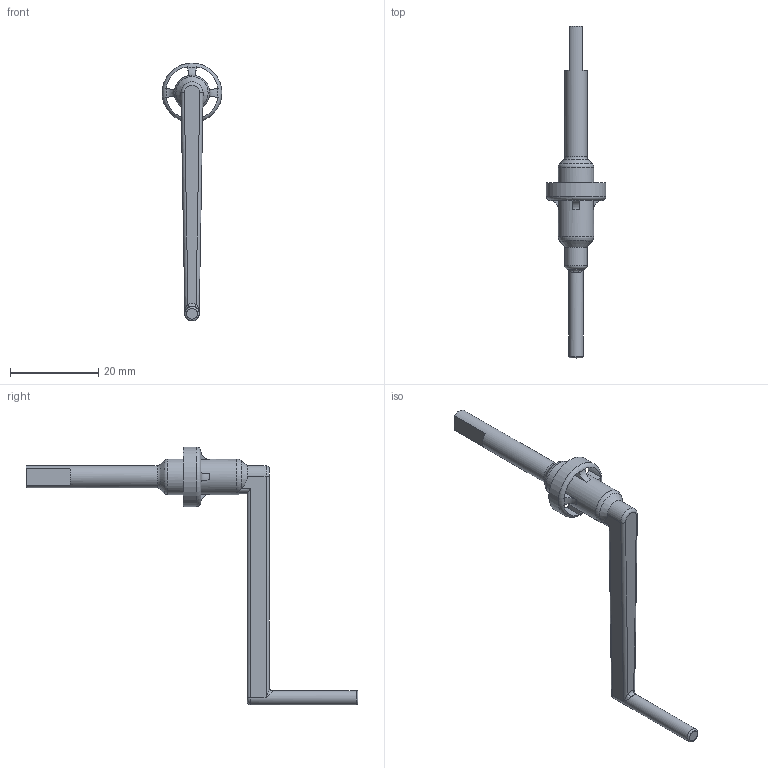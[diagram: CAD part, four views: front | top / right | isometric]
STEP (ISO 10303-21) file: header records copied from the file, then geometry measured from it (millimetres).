
FILE_DESCRIPTION(/* description */ (''),/* implementation_level */ '2;1');
FILE_NAME(/* name */ 'Turning axis.step',/* time_stamp */ '2021-06-25T11:38:21+08:00',/* author */ (''),/* organization */ (''),/* preprocessor_version */ 'ST-DEVELOPER v18.1',/* originating_system */ 'Autodesk Translation Framework v10.9.0.1377',/* authorisation */ '');
FILE_SCHEMA (('AUTOMOTIVE_DESIGN { 1 0 10303 214 3 1 1 }'));
Length unit declared in the file: millimetre
Products named in the file (2): Turning axis; Turning Axis_1
Assembly tree (1 placements, depth 2):
  Turning axis
    Turning Axis_1
Bounding box: 13.5 x 75 x 58.34 mm (x, y, z)
Volume: 2899.5 mm3; surface area: 2495.8 mm2
Topology: 1 solids, 1 shells, 58 faces, 167 edges, 105 vertices
Faces by surface type: plane 23, torus 16, cylinder 15, bspline 2, cone 2
Full cylindrical faces by diameter (mm): 3.255 x1, 5 x1, 8 x1, 13.5 x1
Entity records: 2201 total; most frequent: CARTESIAN_POINT 582, DIRECTION 360, ORIENTED_EDGE 330, EDGE_CURVE 165, AXIS2_PLACEMENT_3D 153, VERTEX_POINT 105, CIRCLE 94, EDGE_LOOP 62
